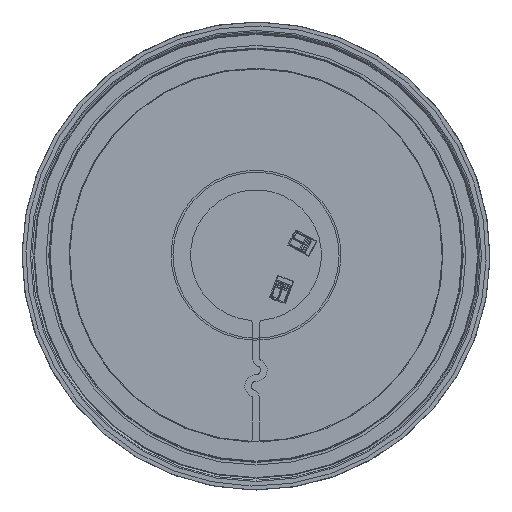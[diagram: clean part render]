
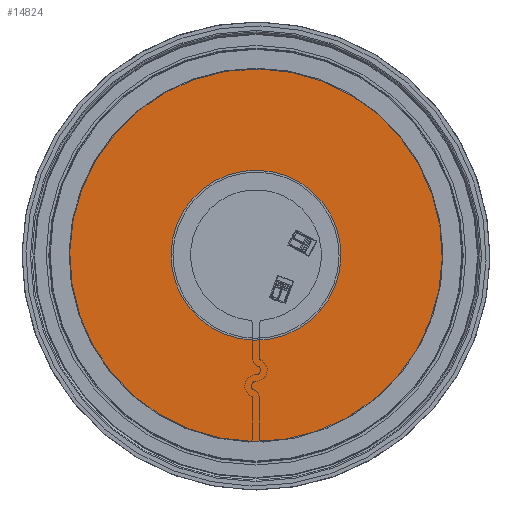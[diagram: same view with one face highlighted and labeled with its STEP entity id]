
A CAD part, top view. The second image highlights one B-rep face of the part: STEP entity #14824.
In plain terms, the highlighted face is planar.
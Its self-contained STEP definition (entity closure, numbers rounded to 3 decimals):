
#673=FACE_BOUND('',#2779,.T.);
#1853=FACE_OUTER_BOUND('',#2778,.T.);
#2778=EDGE_LOOP('',(#13262));
#2779=EDGE_LOOP('',(#13263,#13264));
#5871=CIRCLE('',#17536,142.5);
#5872=CIRCLE('',#17537,65.);
#5873=CIRCLE('',#17538,65.);
#7265=VERTEX_POINT('',#27003);
#7266=VERTEX_POINT('',#27005);
#7267=VERTEX_POINT('',#27006);
#9292=EDGE_CURVE('',#7265,#7265,#5871,.T.);
#9293=EDGE_CURVE('',#7266,#7267,#5872,.T.);
#9294=EDGE_CURVE('',#7267,#7266,#5873,.T.);
#13262=ORIENTED_EDGE('',*,*,#9292,.T.);
#13263=ORIENTED_EDGE('',*,*,#9293,.T.);
#13264=ORIENTED_EDGE('',*,*,#9294,.T.);
#14094=PLANE('',#17535);
#14824=ADVANCED_FACE('',(#1853,#673),#14094,.T.);
#17535=AXIS2_PLACEMENT_3D('',#27002,#21889,#21890);
#17536=AXIS2_PLACEMENT_3D('',#27004,#21891,#21892);
#17537=AXIS2_PLACEMENT_3D('',#27007,#21893,#21894);
#17538=AXIS2_PLACEMENT_3D('',#27008,#21895,#21896);
#21889=DIRECTION('center_axis',(0.,0.,-1.));
#21890=DIRECTION('ref_axis',(-1.,0.,0.));
#21891=DIRECTION('center_axis',(0.,0.,-1.));
#21892=DIRECTION('ref_axis',(1.,0.,0.));
#21893=DIRECTION('center_axis',(0.,0.,1.));
#21894=DIRECTION('ref_axis',(0.,-1.,0.));
#21895=DIRECTION('center_axis',(0.,0.,1.));
#21896=DIRECTION('ref_axis',(0.,-1.,0.));
#27002=CARTESIAN_POINT('Origin',(0.,0.,0.));
#27003=CARTESIAN_POINT('',(142.5,0.,0.));
#27004=CARTESIAN_POINT('Origin',(0.,0.,0.));
#27005=CARTESIAN_POINT('',(0.,-65.,0.));
#27006=CARTESIAN_POINT('',(65.,0.,0.));
#27007=CARTESIAN_POINT('Origin',(0.,0.,0.));
#27008=CARTESIAN_POINT('Origin',(0.,0.,0.));
